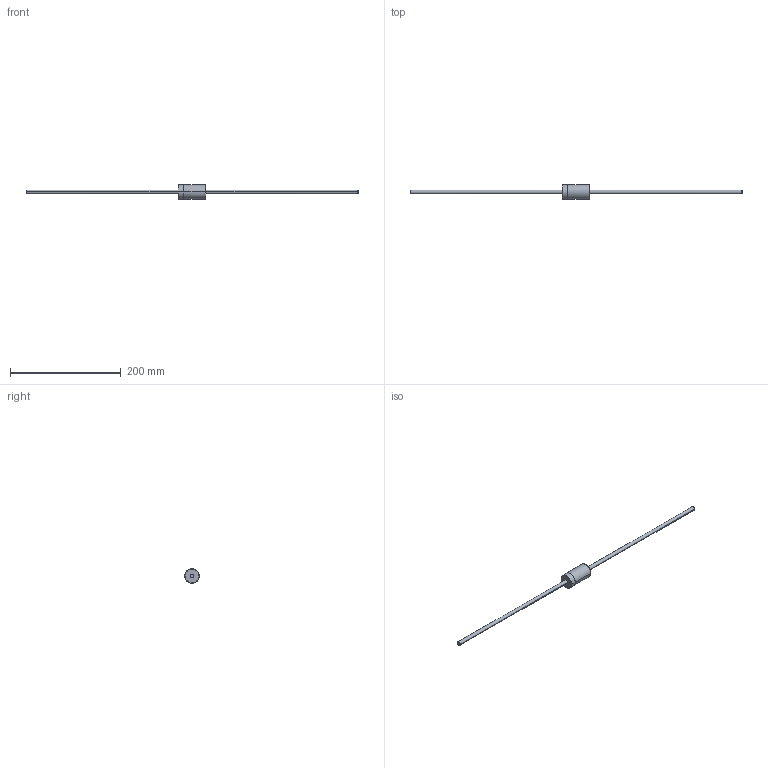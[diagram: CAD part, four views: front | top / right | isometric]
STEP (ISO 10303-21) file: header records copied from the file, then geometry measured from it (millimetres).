
FILE_DESCRIPTION(/* description */ (''),/* implementation_level */ '2;1');
FILE_NAME(/* name */ 'DO-41',/* time_stamp */ '2019-10-29T10:28:35+08:00',/* author */ (''),/* organization */ (''),/* preprocessor_version */ 'ST-DEVELOPER v10',/* originating_system */ '',/* authorisation */ '');
FILE_SCHEMA (('CONFIG_CONTROL_DESIGN'));
Length unit declared in the file: centimetre
Products named in the file (1): 1
Bounding box: 600 x 26 x 25.98 mm (x, y, z)
Volume: 47736.8 mm3; surface area: 18429.6 mm2
Topology: 4 solids, 4 shells, 24 faces, 43 edges, 28 vertices
Faces by surface type: bspline 24
Entity records: 864 total; most frequent: CARTESIAN_POINT 533, ORIENTED_EDGE 80, EDGE_CURVE 40, ADVANCED_FACE 24, FACE_OUTER_BOUND 24, EDGE_LOOP 24, VERTEX_POINT 24, B_SPLINE_CURVE_WITH_KNOTS 9
